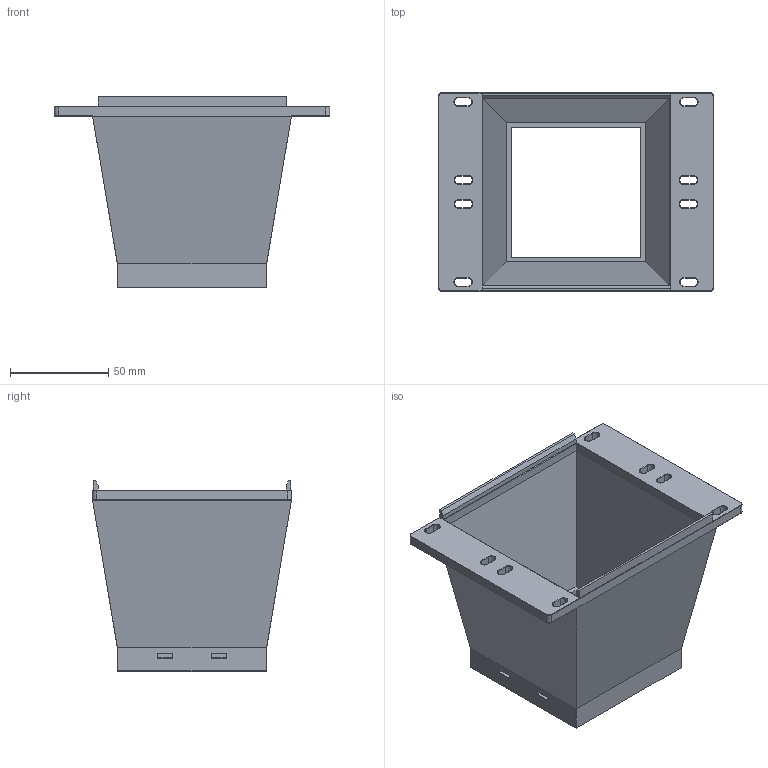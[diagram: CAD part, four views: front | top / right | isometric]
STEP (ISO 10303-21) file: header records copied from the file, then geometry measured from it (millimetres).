
FILE_DESCRIPTION(/* description */ (''),/* implementation_level */ '2;1');
FILE_NAME(/* name */ '1000 Watt Heater to 80 mm Fan v2.step',/* time_stamp */ '2022-11-08T20:24:48-08:00',/* author */ (''),/* organization */ (''),/* preprocessor_version */ 'ST-DEVELOPER v19.2',/* originating_system */ 'Autodesk Translation Framework v11.17.0.187',/* authorisation */ '');
FILE_SCHEMA (('AUTOMOTIVE_DESIGN { 1 0 10303 214 3 1 1 }'));
Length unit declared in the file: millimetre
Products named in the file (2): 1000 Watt Heater to 80 mm Fan; 1000 W Heater bracket
Assembly tree (1 placements, depth 2):
  1000 Watt Heater to 80 mm Fan
    1000 W Heater bracket
Bounding box: 139.8 x 101 x 96.85 mm (x, y, z)
Volume: 122733 mm3; surface area: 76110.2 mm2
Topology: 1 solids, 1 shells, 219 faces, 512 edges, 299 vertices
Faces by surface type: cylinder 92, plane 79, torus 40, bspline 8
Entity records: 6447 total; most frequent: CARTESIAN_POINT 1277, DIRECTION 1140, ORIENTED_EDGE 1024, EDGE_CURVE 512, AXIS2_PLACEMENT_3D 426, VERTEX_POINT 299, LINE 288, VECTOR 288
